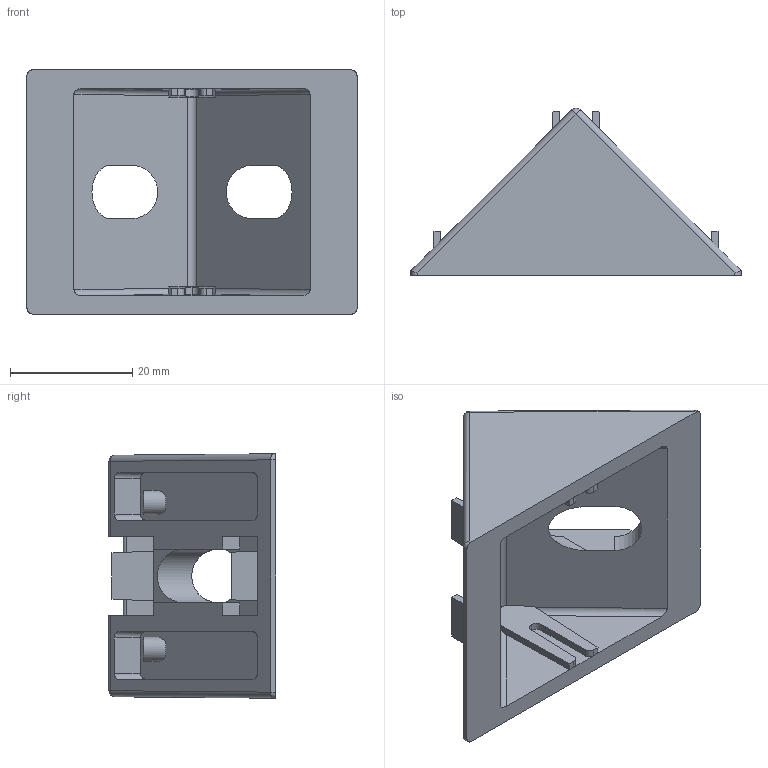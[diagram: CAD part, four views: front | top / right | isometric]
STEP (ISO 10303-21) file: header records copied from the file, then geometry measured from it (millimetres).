
FILE_DESCRIPTION (( 'STEP AP214' ), '1' );
FILE_NAME ('7268100', '2019-01-30T09:03:05', ( '' ), ('JUGARD+KÜNSTNER GmbH'), 'SwSTEP 2.0', 'SolidWorks 2017', '' );
FILE_SCHEMA (( 'AUTOMOTIVE_DESIGN' ));
Length unit declared in the file: millimetre
Products named in the file (1): 7268100
Bounding box: 54 x 27.4 x 40 mm (x, y, z)
Volume: 13229.3 mm3; surface area: 9491.2 mm2
Topology: 1 solids, 1 shells, 169 faces, 448 edges, 292 vertices
Faces by surface type: plane 112, cylinder 53, bspline 4
Entity records: 5265 total; most frequent: CARTESIAN_POINT 1225, ORIENTED_EDGE 896, DIRECTION 751, EDGE_CURVE 448, VECTOR 323, LINE 323, VERTEX_POINT 292, AXIS2_PLACEMENT_3D 214
